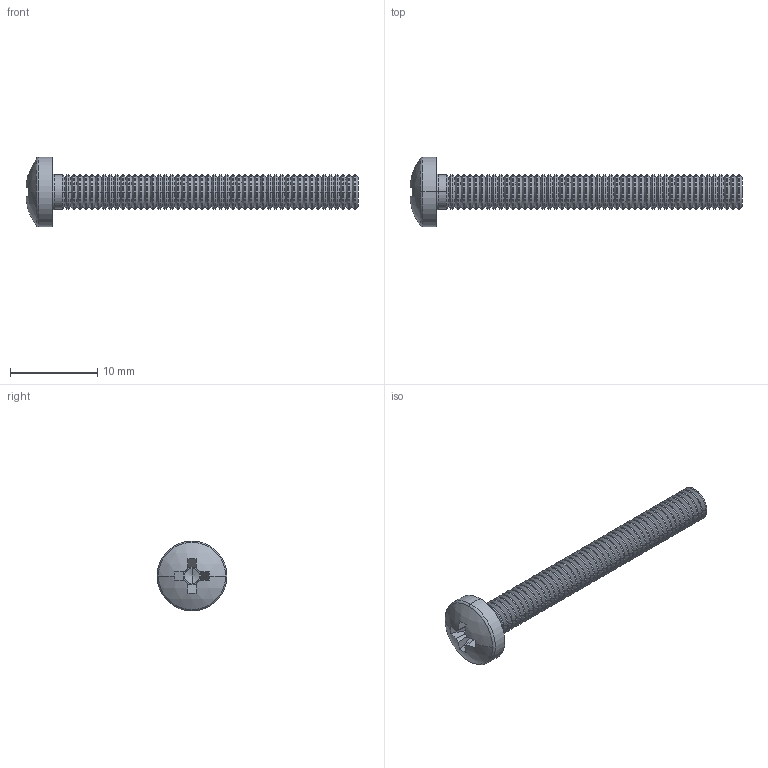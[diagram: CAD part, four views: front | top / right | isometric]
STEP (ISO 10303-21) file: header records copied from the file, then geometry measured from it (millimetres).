
FILE_DESCRIPTION (( 'STEP AP203' ), '1' );
FILE_NAME ('ISO 7045 - M4 x 35 - Z --- 35S_ISO 7045 - M4 x 35 - Z --- 35S_sldprt.STEP', '2018-07-08T08:09:00', ( '' ), ( '' ), 'SwSTEP 2.0', 'SolidWorks 2014', '' );
FILE_SCHEMA (( 'CONFIG_CONTROL_DESIGN' ));
Length unit declared in the file: millimetre
Products named in the file (1): ISO 7045 - M4 x 35 - Z --- 35S_ISO 7045 - M4 x 35 - Z --- 35S_sldprt
Bounding box: 38.02 x 8 x 8 mm (x, y, z)
Volume: 489.5 mm3; surface area: 795.5 mm2
Topology: 1 solids, 1 shells, 324 faces, 858 edges, 535 vertices
Faces by surface type: cone 200, cylinder 100, plane 18, torus 4, sphere 2
Entity records: 10281 total; most frequent: DIRECTION 2030, CARTESIAN_POINT 1740, ORIENTED_EDGE 1712, AXIS2_PLACEMENT_3D 857, EDGE_CURVE 856, VERTEX_POINT 535, CIRCLE 532, EDGE_LOOP 325
